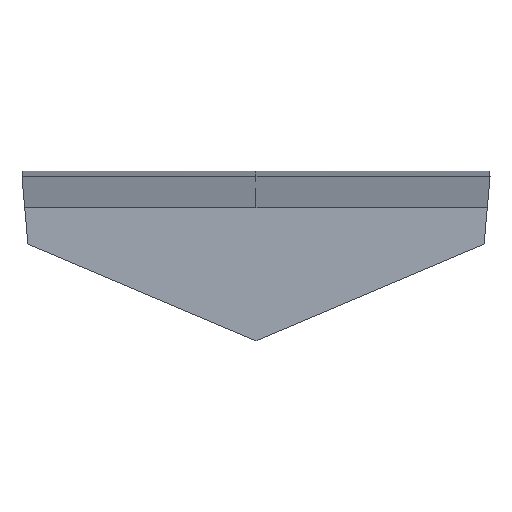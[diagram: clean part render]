
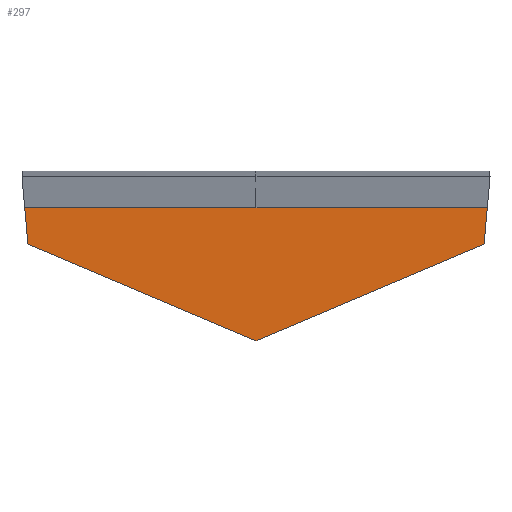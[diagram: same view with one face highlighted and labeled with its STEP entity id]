
A CAD part, left-side view. The second image highlights one B-rep face of the part: STEP entity #297.
In plain terms, the highlighted planar face has unit normal (-1, 0, 0).
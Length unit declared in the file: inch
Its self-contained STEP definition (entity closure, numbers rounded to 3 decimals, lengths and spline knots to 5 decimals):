
#61=FACE_OUTER_BOUND('',#80,.T.);
#80=EDGE_LOOP('',(#266,#267,#268,#269,#270,#271));
#84=LINE('',#403,#108);
#90=LINE('',#957,#114);
#92=LINE('',#962,#116);
#94=LINE('',#970,#118);
#101=LINE('',#1499,#125);
#104=LINE('',#1503,#128);
#108=VECTOR('',#343,0.3937);
#114=VECTOR('',#357,0.3937);
#116=VECTOR('',#361,0.3937);
#118=VECTOR('',#371,0.3937);
#125=VECTOR('',#384,0.3937);
#128=VECTOR('',#389,0.3937);
#129=VERTEX_POINT('',#396);
#132=VERTEX_POINT('',#401);
#141=VERTEX_POINT('',#955);
#143=VERTEX_POINT('',#960);
#145=VERTEX_POINT('',#969);
#151=VERTEX_POINT('',#1498);
#155=EDGE_CURVE('',#132,#129,#84,.T.);
#170=EDGE_CURVE('',#141,#132,#90,.T.);
#172=EDGE_CURVE('',#143,#141,#92,.T.);
#176=EDGE_CURVE('',#145,#129,#94,.T.);
#188=EDGE_CURVE('',#151,#145,#101,.T.);
#191=EDGE_CURVE('',#143,#151,#104,.T.);
#266=ORIENTED_EDGE('',*,*,#176,.T.);
#267=ORIENTED_EDGE('',*,*,#155,.F.);
#268=ORIENTED_EDGE('',*,*,#170,.F.);
#269=ORIENTED_EDGE('',*,*,#172,.F.);
#270=ORIENTED_EDGE('',*,*,#191,.T.);
#271=ORIENTED_EDGE('',*,*,#188,.T.);
#278=PLANE('',#335);
#297=ADVANCED_FACE('',(#61),#278,.T.);
#335=AXIS2_PLACEMENT_3D('',#1505,#392,#393);
#343=DIRECTION('',(0.,0.921,-0.391));
#357=DIRECTION('',(0.,0.087,-0.996));
#361=DIRECTION('',(0.,-1.,0.));
#371=DIRECTION('',(0.,-0.921,-0.391));
#384=DIRECTION('',(0.,-0.087,-0.996));
#389=DIRECTION('',(0.,1.,0.));
#392=DIRECTION('center_axis',(-1.,0.,0.));
#393=DIRECTION('ref_axis',(0.,-1.,0.));
#396=CARTESIAN_POINT('',(0.,0.,0.86007));
#401=CARTESIAN_POINT('',(0.,-7.3972,4.));
#403=CARTESIAN_POINT('',(0.,-6.72141,3.71315));
#955=CARTESIAN_POINT('',(0.,-7.5,5.175));
#957=CARTESIAN_POINT('',(0.,-7.27534,2.60715));
#960=CARTESIAN_POINT('',(0.,0.,5.17291));
#962=CARTESIAN_POINT('',(0.,-7.49919,5.175));
#969=CARTESIAN_POINT('',(0.,7.3972,4.));
#970=CARTESIAN_POINT('',(0.,6.72141,3.71315));
#1498=CARTESIAN_POINT('',(0.,7.5,5.175));
#1499=CARTESIAN_POINT('',(0.,7.27534,2.60715));
#1503=CARTESIAN_POINT('',(0.,7.49919,5.175));
#1505=CARTESIAN_POINT('Origin',(0.,7.5,0.));
